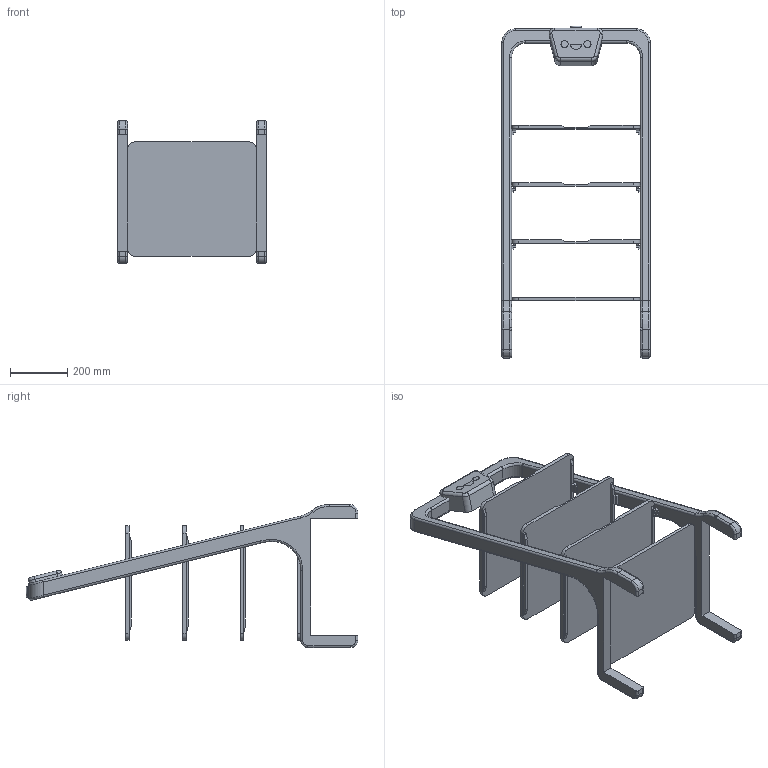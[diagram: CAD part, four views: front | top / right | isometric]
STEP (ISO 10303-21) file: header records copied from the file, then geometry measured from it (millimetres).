
FILE_DESCRIPTION(/* description */ (''),/* implementation_level */ '2;1');
FILE_NAME(/* name */ 'redlinear v2.step',/* time_stamp */ '2024-09-10T18:53:54+05:30',/* author */ (''),/* organization */ (''),/* preprocessor_version */ 'ST-DEVELOPER v20',/* originating_system */ 'Autodesk Translation Framework v13.14.0.145',/* authorisation */ '');
FILE_SCHEMA (('AUTOMOTIVE_DESIGN { 1 0 10303 214 3 1 1 }'));
Length unit declared in the file: millimetre
Products named in the file (1): redlinear
Bounding box: 520 x 1159.9 x 500 mm (x, y, z)
Volume: 13000712.4 mm3; surface area: 2380752.2 mm2
Topology: 19 solids, 19 shells, 337 faces, 815 edges, 520 vertices
Faces by surface type: plane 192, cylinder 103, torus 30, bspline 12
Full cylindrical faces by diameter (mm): 37 x1
Entity records: 10112 total; most frequent: CARTESIAN_POINT 2007, DIRECTION 1730, ORIENTED_EDGE 1630, EDGE_CURVE 815, AXIS2_PLACEMENT_3D 591, LINE 548, VECTOR 548, VERTEX_POINT 520
